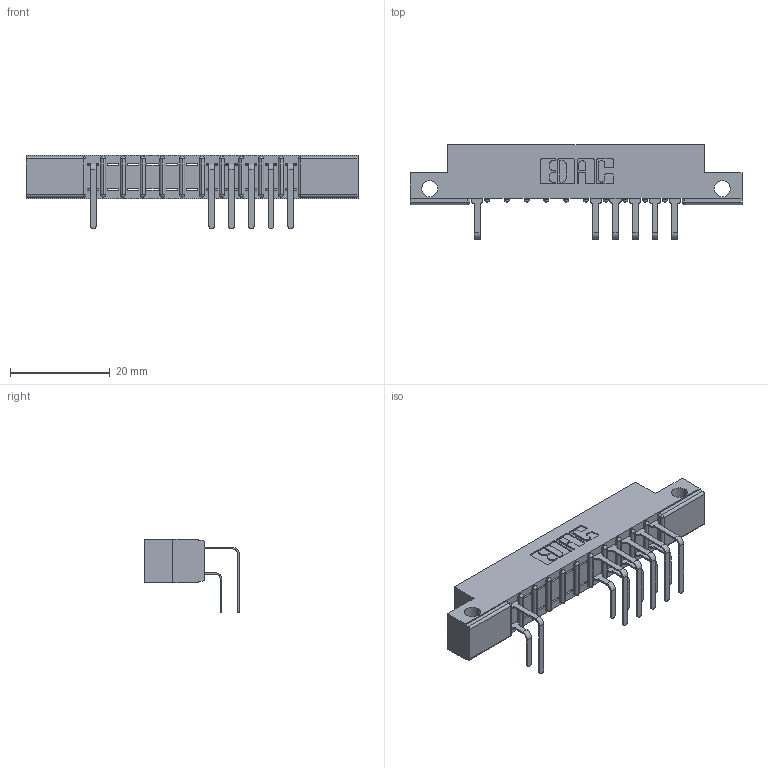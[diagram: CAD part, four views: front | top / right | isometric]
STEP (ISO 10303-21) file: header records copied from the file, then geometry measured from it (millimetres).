
FILE_DESCRIPTION (( 'STEP AP203' ), '1' );
FILE_NAME ('357-011-558-112.STEP', '2018-08-07T03:56:16', ( '' ), ( '' ), 'SwSTEP 2.0', 'SolidWorks 2016', '' );
FILE_SCHEMA (( 'CONFIG_CONTROL_DESIGN' ));
Length unit declared in the file: inch
Products named in the file (4): 307 Part_.128 Dia Side Mounting Holes; 307-290-001_558 559 - 1 (Single); 307-290-001_558 - 2 (Single); 357-011-558-112
Assembly tree (13 placements, depth 2):
  357-011-558-112
    307 Part_.128 Dia Side Mounting Holes
    307-290-001_558 559 - 1 (Single)  x6
    307-290-001_558 - 2 (Single)  x6
Bounding box: 66.6 x 18.96 x 14.81 mm (x, y, z)
Volume: 4205.3 mm3; surface area: 6250.6 mm2
Topology: 13 solids, 13 shells, 830 faces, 2347 edges, 1514 vertices
Faces by surface type: plane 526, cylinder 280, sphere 24
Entity records: 14733 total; most frequent: CARTESIAN_POINT 2463, ORIENTED_EDGE 2446, DIRECTION 2415, EDGE_CURVE 1223, VECTOR 923, LINE 923, VERTEX_POINT 794, AXIS2_PLACEMENT_3D 746
